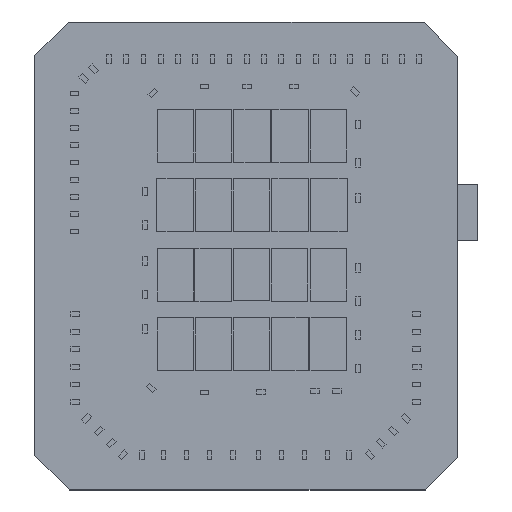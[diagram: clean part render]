
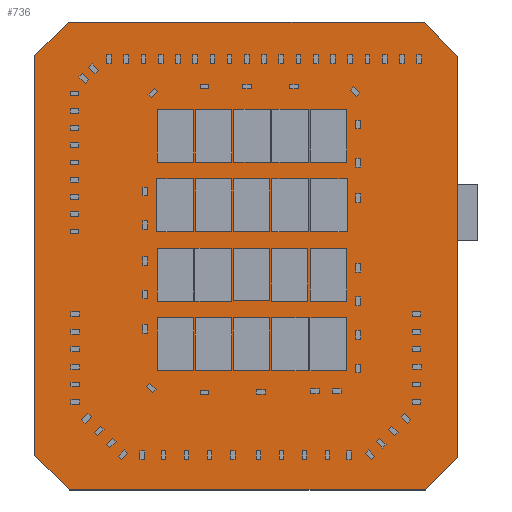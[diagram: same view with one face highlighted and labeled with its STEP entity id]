
A CAD part, top view. The second image highlights one B-rep face of the part: STEP entity #736.
In plain terms, the highlighted planar face has unit normal (0, 0, 1).
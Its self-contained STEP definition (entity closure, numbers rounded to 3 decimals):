
#479 = VERTEX_POINT('',#480);
#480 = CARTESIAN_POINT('',(32.883,-47.117,0.));
#486 = EDGE_CURVE('',#479,#487,#489,.T.);
#487 = VERTEX_POINT('',#488);
#488 = CARTESIAN_POINT('',(39.,-41.,0.));
#489 = LINE('',#490,#491);
#490 = CARTESIAN_POINT('',(32.883,-47.117,0.));
#491 = VECTOR('',#492,1.);
#492 = DIRECTION('',(0.707,0.707,0.));
#517 = EDGE_CURVE('',#487,#518,#520,.T.);
#518 = VERTEX_POINT('',#519);
#519 = CARTESIAN_POINT('',(39.,34.906,0.));
#520 = LINE('',#521,#522);
#521 = CARTESIAN_POINT('',(39.,-41.,0.));
#522 = VECTOR('',#523,1.);
#523 = DIRECTION('',(0.,1.,0.));
#548 = EDGE_CURVE('',#518,#549,#551,.T.);
#549 = VERTEX_POINT('',#550);
#550 = CARTESIAN_POINT('',(32.701,41.402,0.));
#551 = LINE('',#552,#553);
#552 = CARTESIAN_POINT('',(39.,34.906,0.));
#553 = VECTOR('',#554,1.);
#554 = DIRECTION('',(-0.696,0.718,0.));
#579 = EDGE_CURVE('',#549,#580,#582,.T.);
#580 = VERTEX_POINT('',#581);
#581 = CARTESIAN_POINT('',(-34.598,41.402,0.));
#582 = LINE('',#583,#584);
#583 = CARTESIAN_POINT('',(32.701,41.402,0.));
#584 = VECTOR('',#585,1.);
#585 = DIRECTION('',(-1.,0.,0.));
#610 = EDGE_CURVE('',#580,#611,#613,.T.);
#611 = VERTEX_POINT('',#612);
#612 = CARTESIAN_POINT('',(-41.,35.,0.));
#613 = LINE('',#614,#615);
#614 = CARTESIAN_POINT('',(-34.598,41.402,0.));
#615 = VECTOR('',#616,1.);
#616 = DIRECTION('',(-0.707,-0.707,0.));
#641 = EDGE_CURVE('',#611,#642,#644,.T.);
#642 = VERTEX_POINT('',#643);
#643 = CARTESIAN_POINT('',(-41.,-40.534,0.));
#644 = LINE('',#645,#646);
#645 = CARTESIAN_POINT('',(-41.,35.,0.));
#646 = VECTOR('',#647,1.);
#647 = DIRECTION('',(0.,-1.,0.));
#672 = EDGE_CURVE('',#642,#673,#675,.T.);
#673 = VERTEX_POINT('',#674);
#674 = CARTESIAN_POINT('',(-34.417,-47.117,0.));
#675 = LINE('',#676,#677);
#676 = CARTESIAN_POINT('',(-41.,-40.534,0.));
#677 = VECTOR('',#678,1.);
#678 = DIRECTION('',(0.707,-0.707,0.));
#703 = EDGE_CURVE('',#673,#479,#704,.T.);
#704 = LINE('',#705,#706);
#705 = CARTESIAN_POINT('',(-34.417,-47.117,0.));
#706 = VECTOR('',#707,1.);
#707 = DIRECTION('',(1.,0.,0.));
#736 = ADVANCED_FACE('',(#737),#747,.F.);
#737 = FACE_BOUND('',#738,.T.);
#738 = EDGE_LOOP('',(#739,#740,#741,#742,#743,#744,#745,#746));
#739 = ORIENTED_EDGE('',*,*,#486,.T.);
#740 = ORIENTED_EDGE('',*,*,#517,.T.);
#741 = ORIENTED_EDGE('',*,*,#548,.T.);
#742 = ORIENTED_EDGE('',*,*,#579,.T.);
#743 = ORIENTED_EDGE('',*,*,#610,.T.);
#744 = ORIENTED_EDGE('',*,*,#641,.T.);
#745 = ORIENTED_EDGE('',*,*,#672,.T.);
#746 = ORIENTED_EDGE('',*,*,#703,.T.);
#747 = PLANE('',#748);
#748 = AXIS2_PLACEMENT_3D('',#749,#750,#751);
#749 = CARTESIAN_POINT('',(32.883,-47.117,0.));
#750 = DIRECTION('',(0.,0.,-1.));
#751 = DIRECTION('',(-1.,0.,0.));
